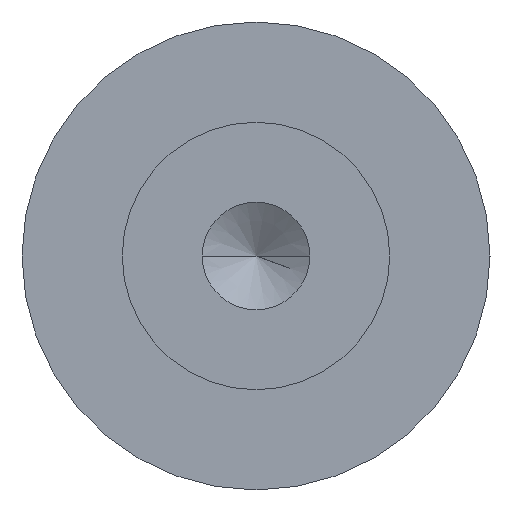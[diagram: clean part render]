
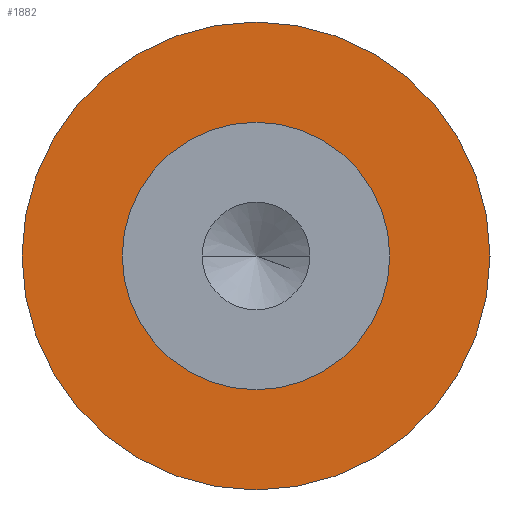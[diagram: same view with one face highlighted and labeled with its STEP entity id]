
A CAD part, left-side view. The second image highlights one B-rep face of the part: STEP entity #1882.
In plain terms, the highlighted planar face has unit normal (-1, 0, 0).
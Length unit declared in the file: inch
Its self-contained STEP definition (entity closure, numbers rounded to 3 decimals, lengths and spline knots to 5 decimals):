
#1=CARTESIAN_POINT('',(0.,0.,0.));
#2=DIRECTION('',(-1.,0.,0.));
#3=DIRECTION('',(0.,-1.,0.));
#4=AXIS2_PLACEMENT_3D('',#1,#2,#3);
#6=CARTESIAN_POINT('',(0.,0.,0.));
#7=DIRECTION('',(-1.,0.,0.));
#8=DIRECTION('',(0.,1.,0.));
#9=AXIS2_PLACEMENT_3D('',#6,#7,#8);
#11=CARTESIAN_POINT('',(0.,0.,0.));
#12=DIRECTION('',(-1.,0.,0.));
#13=DIRECTION('',(0.,-1.,0.));
#14=AXIS2_PLACEMENT_3D('',#11,#12,#13);
#24=CARTESIAN_POINT('',(0.,0.,0.));
#25=DIRECTION('',(1.,0.,0.));
#26=DIRECTION('',(0.,-1.,0.));
#27=AXIS2_PLACEMENT_3D('',#24,#25,#26);
#1727=CARTESIAN_POINT('',(0.,-0.4375,0.));
#1729=VERTEX_POINT('',#1727);
#1731=CARTESIAN_POINT('',(0.,0.4375,0.));
#1733=VERTEX_POINT('',#1731);
#1739=CARTESIAN_POINT('',(0.,-0.25,0.));
#1740=CARTESIAN_POINT('',(0.,0.25,0.));
#1741=VERTEX_POINT('',#1739);
#1742=VERTEX_POINT('',#1740);
#1865=CARTESIAN_POINT('',(0.,0.,0.));
#1866=DIRECTION('',(-1.,0.,0.));
#1867=DIRECTION('',(0.,1.,0.));
#1868=AXIS2_PLACEMENT_3D('',#1865,#1866,#1867);
#1869=PLANE('',#1868);
#1871=ORIENTED_EDGE('',*,*,#1870,.F.);
#1873=ORIENTED_EDGE('',*,*,#1872,.T.);
#1874=EDGE_LOOP('',(#1871,#1873));
#1875=FACE_OUTER_BOUND('',#1874,.F.);
#1877=ORIENTED_EDGE('',*,*,#1876,.T.);
#1879=ORIENTED_EDGE('',*,*,#1878,.T.);
#1880=EDGE_LOOP('',(#1877,#1879));
#1881=FACE_BOUND('',#1880,.F.);
#1882=ADVANCED_FACE('',(#1875,#1881),#1869,.T.);
#5=CIRCLE('',#4,0.25);
#10=CIRCLE('',#9,0.25);
#15=CIRCLE('',#14,0.4375);
#28=CIRCLE('',#27,0.4375);
#1870=EDGE_CURVE('',#1729,#1733,#15,.T.);
#1872=EDGE_CURVE('',#1729,#1733,#28,.T.);
#1876=EDGE_CURVE('',#1741,#1742,#5,.T.);
#1878=EDGE_CURVE('',#1742,#1741,#10,.T.);
